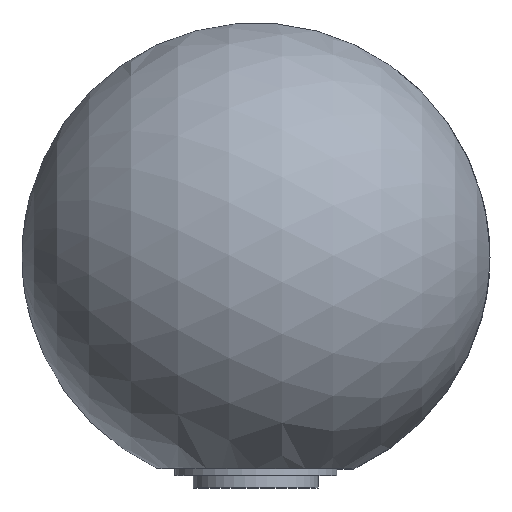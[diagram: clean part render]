
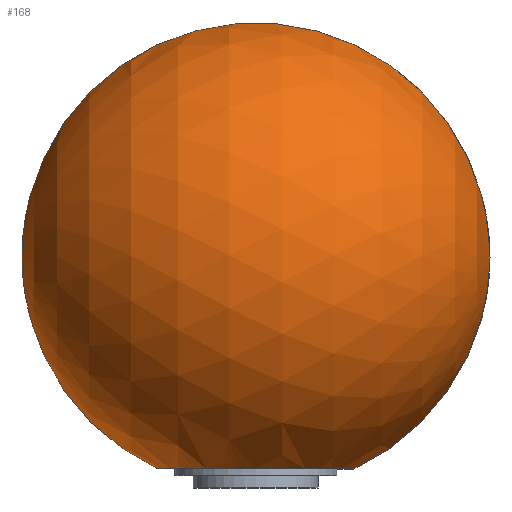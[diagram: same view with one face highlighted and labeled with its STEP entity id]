
A CAD part, top view. The second image highlights one B-rep face of the part: STEP entity #168.
In plain terms, the highlighted spherical face has radius 37.5 mm.
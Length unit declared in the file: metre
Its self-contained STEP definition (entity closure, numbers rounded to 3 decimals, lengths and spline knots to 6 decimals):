
#52=ORIENTED_EDGE('',*,*,#85,.F.);
#53=ORIENTED_EDGE('',*,*,#84,.T.);
#84=EDGE_CURVE('',#99,#100,#114,.T.);
#85=EDGE_CURVE('',#99,#100,#115,.F.);
#99=VERTEX_POINT('',#334);
#100=VERTEX_POINT('',#336);
#114=CIRCLE('',#233,0.03738);
#115=CIRCLE('',#235,0.016);
#125=EDGE_LOOP('',(#52,#53));
#143=FACE_BOUND('',#125,.T.);
#162=SPHERICAL_SURFACE('',#234,0.0375);
#168=ADVANCED_FACE('',(#143),#162,.T.);
#233=AXIS2_PLACEMENT_3D('',#337,#271,#272);
#234=AXIS2_PLACEMENT_3D('',#338,#273,#274);
#235=AXIS2_PLACEMENT_3D('',#339,#275,#276);
#271=DIRECTION('',(0.,0.,1.));
#272=DIRECTION('',(1.,0.,0.));
#273=DIRECTION('',(-1.,0.,0.));
#274=DIRECTION('',(0.,1.,0.));
#275=DIRECTION('',(0.,1.,0.));
#276=DIRECTION('',(0.,0.,1.));
#334=CARTESIAN_POINT('',(0.015716,-0.033915,0.003));
#336=CARTESIAN_POINT('',(-0.015716,-0.033915,0.003));
#337=CARTESIAN_POINT('',(0.,0.,0.003));
#338=CARTESIAN_POINT('',(0.,0.,0.));
#339=CARTESIAN_POINT('',(0.,-0.033915,0.));
